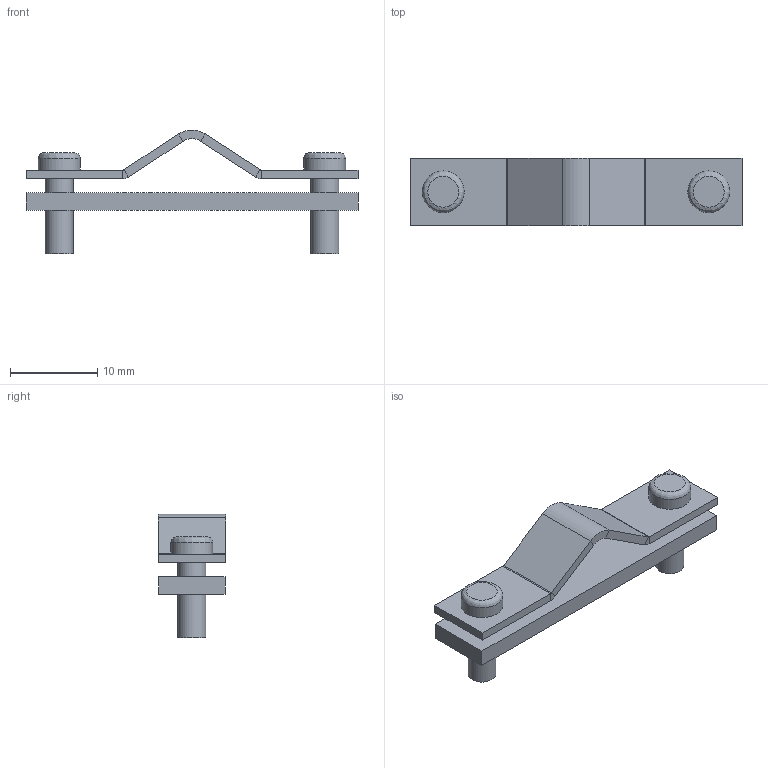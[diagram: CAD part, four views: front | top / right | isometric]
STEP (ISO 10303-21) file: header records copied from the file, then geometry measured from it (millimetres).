
FILE_DESCRIPTION(('FreeCAD Model'),'2;1');
FILE_NAME('net-conn.step', '2020-04-21T10:07:34',('Author'),(''), 'Open CASCADE STEP processor 7.3','FreeCAD','Unknown');
FILE_SCHEMA(('AUTOMOTIVE_DESIGN { 1 0 10303 214 1 1 1 1 }'));
Length unit declared in the file: millimetre
Products named in the file (4): Cut; blaszka; srubka_m3_2; srubka_m3_003
Bounding box: 38.1 x 7.74 x 14.22 mm (x, y, z)
Volume: 847.6 mm3; surface area: 1788.2 mm2
Topology: 2 solids, 4 shells, 50 faces, 100 edges, 58 vertices
Faces by surface type: plane 34, cylinder 12, revolution 4
Full cylindrical faces by diameter (mm): 3.2 x4, 4.799 x2
Entity records: 2981 total; most frequent: CARTESIAN_POINT 564, DIRECTION 413, LINE 229, VECTOR 229, ORIENTED_EDGE 198, PCURVE 198, DEFINITIONAL_REPRESENTATION 198, EDGE_CURVE 100
